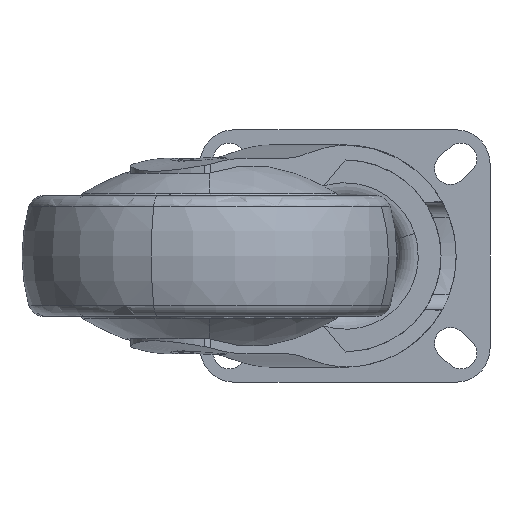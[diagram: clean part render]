
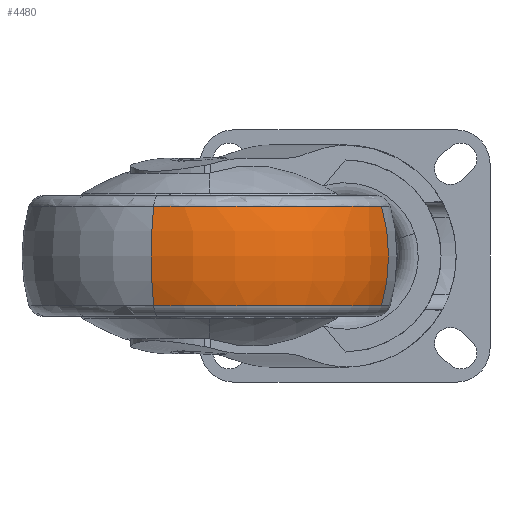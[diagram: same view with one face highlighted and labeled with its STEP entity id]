
A CAD part, front view. The second image highlights one B-rep face of the part: STEP entity #4480.
In plain terms, the highlighted toroidal (fillet/blend) face has major radius 5 mm and minor radius 45 mm.
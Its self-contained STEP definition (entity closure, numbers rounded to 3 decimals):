
#1186 = AXIS2_PLACEMENT_3D ( 'NONE', #3285, #5084, #3117 ) ;
#1375 = CIRCLE ( 'NONE', #2291, 45. ) ;
#1494 = VERTEX_POINT ( 'NONE', #5136 ) ;
#2291 = AXIS2_PLACEMENT_3D ( 'NONE', #4820, #11070, #9175 ) ;
#2381 = CARTESIAN_POINT ( 'NONE',  ( -36., -87.056, -13.171 ) ) ;
#3021 = FACE_OUTER_BOUND ( 'NONE', #9218, .T. ) ;
#3117 = DIRECTION ( 'NONE',  ( -0.951, 0.309, 0. ) ) ;
#3285 = CARTESIAN_POINT ( 'NONE',  ( -36., -87.056, 0. ) ) ;
#3639 = ORIENTED_EDGE ( 'NONE', *, *, #9038, .F. ) ;
#4126 = ORIENTED_EDGE ( 'NONE', *, *, #7223, .F. ) ;
#4348 = CARTESIAN_POINT ( 'NONE',  ( -31.245, -88.601, 0. ) ) ;
#4480 = ADVANCED_FACE ( 'NONE', ( #3021 ), #6580, .T. ) ;
#4820 = CARTESIAN_POINT ( 'NONE',  ( -37.545, -91.811, 0. ) ) ;
#5084 = DIRECTION ( 'NONE',  ( 0., 0., -1. ) ) ;
#5136 = CARTESIAN_POINT ( 'NONE',  ( -50.842, -132.735, -13.171 ) ) ;
#5181 = CARTESIAN_POINT ( 'NONE',  ( -36., -87.056, 13.171 ) ) ;
#5222 = AXIS2_PLACEMENT_3D ( 'NONE', #4348, #9746, #6388 ) ;
#5821 = EDGE_CURVE ( 'NONE', #9384, #11153, #5858, .T. ) ;
#5858 = CIRCLE ( 'NONE', #9623, 48.029 ) ;
#6388 = DIRECTION ( 'NONE',  ( -0.951, 0.309, 0. ) ) ;
#6469 = EDGE_CURVE ( 'NONE', #1494, #11153, #1375, .T. ) ;
#6514 = ORIENTED_EDGE ( 'NONE', *, *, #6469, .F. ) ;
#6580 = TOROIDAL_SURFACE ( 'NONE', #1186, 5., 45. ) ;
#6699 = DIRECTION ( 'NONE',  ( -1., 0., 0. ) ) ;
#6798 = ORIENTED_EDGE ( 'NONE', *, *, #5821, .T. ) ;
#7037 = DIRECTION ( 'NONE',  ( 0., 0., -1. ) ) ;
#7223 = EDGE_CURVE ( 'NONE', #9197, #1494, #11506, .T. ) ;
#8321 = CARTESIAN_POINT ( 'NONE',  ( -50.842, -132.735, 13.171 ) ) ;
#8583 = CARTESIAN_POINT ( 'NONE',  ( 9.679, -101.898, 13.171 ) ) ;
#9038 = EDGE_CURVE ( 'NONE', #9384, #9197, #10320, .T. ) ;
#9175 = DIRECTION ( 'NONE',  ( -0.295, -0.909, -0.293 ) ) ;
#9197 = VERTEX_POINT ( 'NONE', #11547 ) ;
#9218 = EDGE_LOOP ( 'NONE', ( #3639, #6798, #6514, #4126 ) ) ;
#9384 = VERTEX_POINT ( 'NONE', #8583 ) ;
#9623 = AXIS2_PLACEMENT_3D ( 'NONE', #5181, #7037, #11431 ) ;
#9746 = DIRECTION ( 'NONE',  ( 0.309, 0.951, 0. ) ) ;
#10320 = CIRCLE ( 'NONE', #5222, 45. ) ;
#10773 = AXIS2_PLACEMENT_3D ( 'NONE', #2381, #11346, #6699 ) ;
#11070 = DIRECTION ( 'NONE',  ( -0.951, 0.309, 0. ) ) ;
#11153 = VERTEX_POINT ( 'NONE', #8321 ) ;
#11346 = DIRECTION ( 'NONE',  ( 0., 0., -1. ) ) ;
#11431 = DIRECTION ( 'NONE',  ( -1., 0., 0. ) ) ;
#11506 = CIRCLE ( 'NONE', #10773, 48.029 ) ;
#11547 = CARTESIAN_POINT ( 'NONE',  ( 9.679, -101.898, -13.171 ) ) ;
